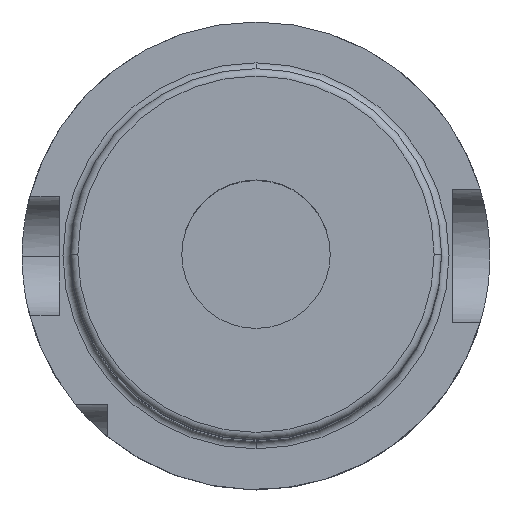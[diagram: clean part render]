
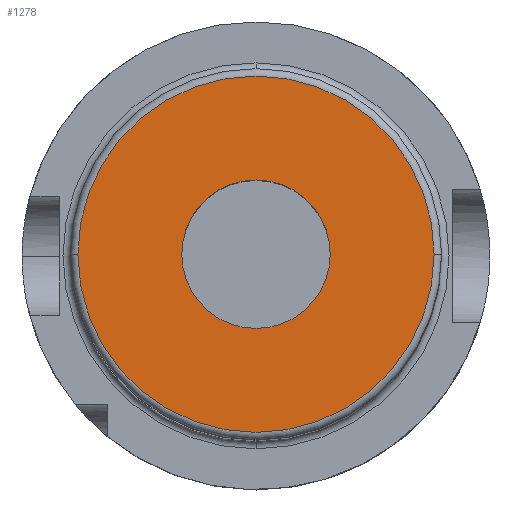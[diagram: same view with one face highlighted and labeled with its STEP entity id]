
A CAD part, top view. The second image highlights one B-rep face of the part: STEP entity #1278.
In plain terms, the highlighted planar face has unit normal (0, 0, 1).
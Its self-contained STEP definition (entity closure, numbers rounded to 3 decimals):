
#47 = DIRECTION ( 'NONE',  ( 1., 0., 0. ) ) ;
#202 = CIRCLE ( 'NONE', #1793, 10. ) ;
#214 = CARTESIAN_POINT ( 'NONE',  ( 24., 0., 150. ) ) ;
#225 = CIRCLE ( 'NONE', #1750, 24. ) ;
#250 = EDGE_CURVE ( 'NONE', #392, #2479, #225, .T. ) ;
#328 = DIRECTION ( 'NONE',  ( -1., 0., 0. ) ) ;
#392 = VERTEX_POINT ( 'NONE', #1500 ) ;
#474 = DIRECTION ( 'NONE',  ( 0., 0., -1. ) ) ;
#646 = DIRECTION ( 'NONE',  ( 1., 0., 0. ) ) ;
#815 = VERTEX_POINT ( 'NONE', #1399 ) ;
#1093 = CIRCLE ( 'NONE', #3589, 24. ) ;
#1278 = ADVANCED_FACE ( 'NONE', ( #1817, #2998 ), #3310, .T. ) ;
#1342 = CARTESIAN_POINT ( 'NONE',  ( 0., 0., 150. ) ) ;
#1399 = CARTESIAN_POINT ( 'NONE',  ( 10., 0., 150. ) ) ;
#1415 = DIRECTION ( 'NONE',  ( 1., 0., 0. ) ) ;
#1433 = ORIENTED_EDGE ( 'NONE', *, *, #250, .F. ) ;
#1450 = AXIS2_PLACEMENT_3D ( 'NONE', #2240, #1553, #646 ) ;
#1457 = EDGE_CURVE ( 'NONE', #2479, #392, #1093, .T. ) ;
#1500 = CARTESIAN_POINT ( 'NONE',  ( -24., 0., 150. ) ) ;
#1553 = DIRECTION ( 'NONE',  ( 0., 0., 1. ) ) ;
#1680 = VERTEX_POINT ( 'NONE', #2222 ) ;
#1750 = AXIS2_PLACEMENT_3D ( 'NONE', #2729, #474, #3000 ) ;
#1793 = AXIS2_PLACEMENT_3D ( 'NONE', #1980, #1994, #47 ) ;
#1817 = FACE_BOUND ( 'NONE', #2274, .T. ) ;
#1932 = DIRECTION ( 'NONE',  ( 0., 0., -1. ) ) ;
#1980 = CARTESIAN_POINT ( 'NONE',  ( 0., 0., 150. ) ) ;
#1994 = DIRECTION ( 'NONE',  ( 0., 0., 1. ) ) ;
#2135 = EDGE_CURVE ( 'NONE', #1680, #815, #202, .T. ) ;
#2222 = CARTESIAN_POINT ( 'NONE',  ( -10., 0., 150. ) ) ;
#2240 = CARTESIAN_POINT ( 'NONE',  ( 0., 0., 150. ) ) ;
#2274 = EDGE_LOOP ( 'NONE', ( #2929, #2742 ) ) ;
#2479 = VERTEX_POINT ( 'NONE', #214 ) ;
#2529 = ORIENTED_EDGE ( 'NONE', *, *, #1457, .F. ) ;
#2595 = AXIS2_PLACEMENT_3D ( 'NONE', #3654, #3330, #1415 ) ;
#2698 = EDGE_CURVE ( 'NONE', #815, #1680, #3466, .T. ) ;
#2729 = CARTESIAN_POINT ( 'NONE',  ( 0., 0., 150. ) ) ;
#2742 = ORIENTED_EDGE ( 'NONE', *, *, #2698, .F. ) ;
#2823 = EDGE_LOOP ( 'NONE', ( #1433, #2529 ) ) ;
#2929 = ORIENTED_EDGE ( 'NONE', *, *, #2135, .F. ) ;
#2998 = FACE_OUTER_BOUND ( 'NONE', #2823, .T. ) ;
#3000 = DIRECTION ( 'NONE',  ( -1., 0., 0. ) ) ;
#3310 = PLANE ( 'NONE',  #2595 ) ;
#3330 = DIRECTION ( 'NONE',  ( 0., 0., 1. ) ) ;
#3466 = CIRCLE ( 'NONE', #1450, 10. ) ;
#3589 = AXIS2_PLACEMENT_3D ( 'NONE', #1342, #1932, #328 ) ;
#3654 = CARTESIAN_POINT ( 'NONE',  ( 0., 24., 150. ) ) ;
